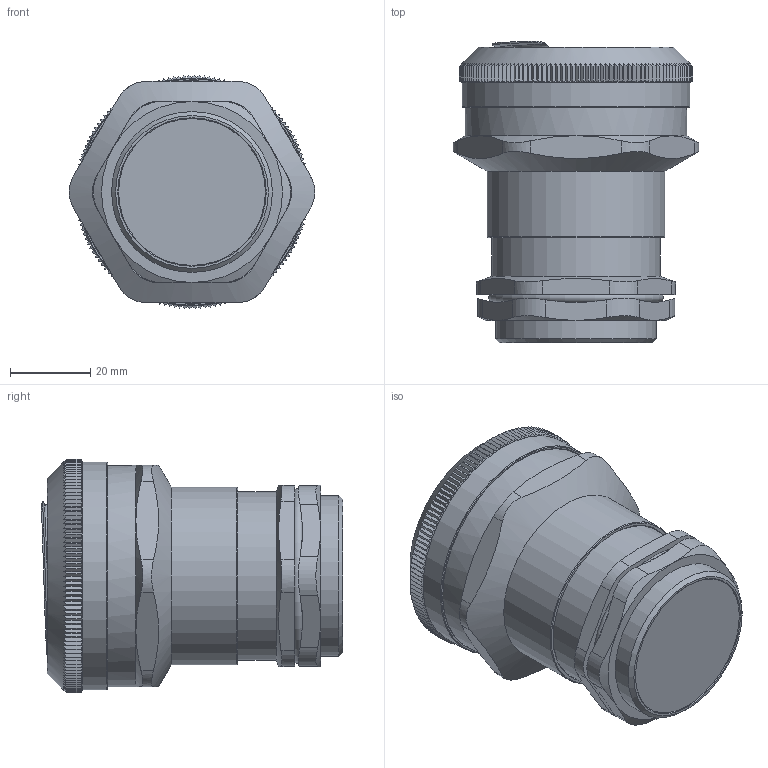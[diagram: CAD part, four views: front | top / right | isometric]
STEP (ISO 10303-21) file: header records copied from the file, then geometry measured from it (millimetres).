
FILE_DESCRIPTION(/* description */ (''),/* implementation_level */ '2;1');
FILE_NAME(/* name */ '',/* time_stamp */ '2025-07-01T11:15:25+07:00',/* author */ ('zeta-86'),/* organization */ (''),/* preprocessor_version */ 'ST-DEVELOPER v19.2',/* originating_system */ 'Autodesk Inventor 2024',/* authorisation */ '');
FILE_SCHEMA (('AUTOMOTIVE_DESIGN { 1 0 10303 214 3 1 1 }'));
Length unit declared in the file: millimetre
Products named in the file (1): Деталь1
Bounding box: 61.01 x 74.99 x 57.99 mm (x, y, z)
Volume: 137187.1 mm3; surface area: 17763.8 mm2
Topology: 1 solids, 1 shells, 377 faces, 1077 edges, 710 vertices
Faces by surface type: plane 316, cone 28, cylinder 25, bspline 6, torus 2
Full cylindrical faces by diameter (mm): 40 x1, 42 x1, 44.2 x1, 55 x1, 56.7 x1
Entity records: 12210 total; most frequent: CARTESIAN_POINT 4258, ORIENTED_EDGE 2154, DIRECTION 1210, EDGE_CURVE 1077, VERTEX_POINT 710, AXIS2_PLACEMENT_3D 432, EDGE_LOOP 385, FACE_OUTER_BOUND 377
